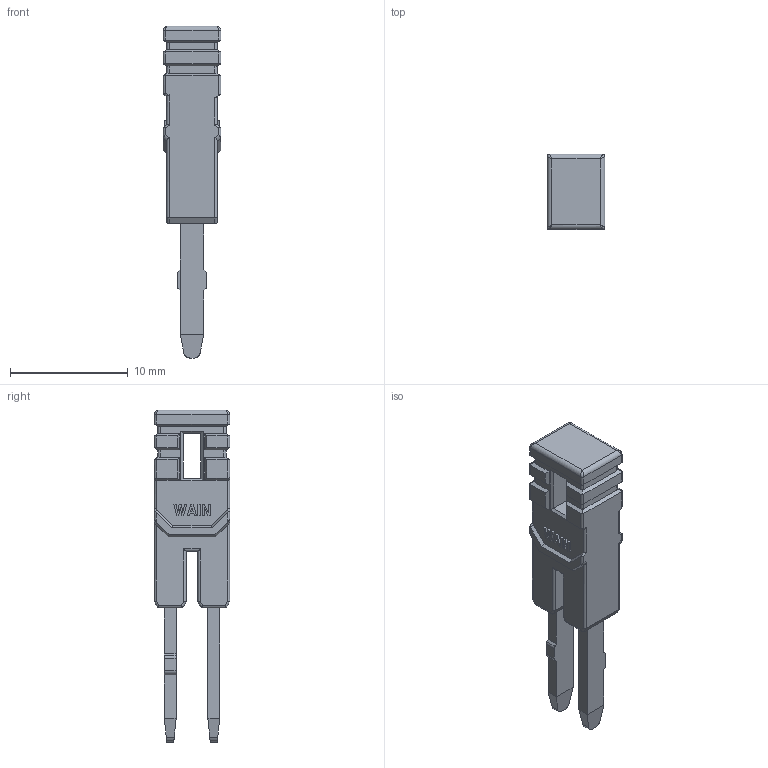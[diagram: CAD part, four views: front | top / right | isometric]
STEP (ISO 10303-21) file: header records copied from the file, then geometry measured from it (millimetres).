
FILE_DESCRIPTION((''),'2;1');
FILE_NAME('HEB_P-2T1','2021-10-26T11:00:17',('xl.su'),(''),'CREO PARAMETRIC BY PTC INC, 2017110','CREO PARAMETRIC BY PTC INC, 2017110','');
FILE_SCHEMA(('CONFIG_CONTROL_DESIGN'));
Length unit declared in the file: inch
Products named in the file (1): HEB_P-2T1
Bounding box: 4.9 x 6.4 x 28.2 mm (x, y, z)
Volume: 469.4 mm3; surface area: 629.7 mm2
Topology: 1 solids, 1 shells, 282 faces, 736 edges, 468 vertices
Faces by surface type: plane 206, cylinder 72, bspline 4
Entity records: 8946 total; most frequent: CARTESIAN_POINT 2264, ORIENTED_EDGE 1472, DIRECTION 1180, EDGE_CURVE 736, VECTOR 600, LINE 600, VERTEX_POINT 468, EDGE_LOOP 296
